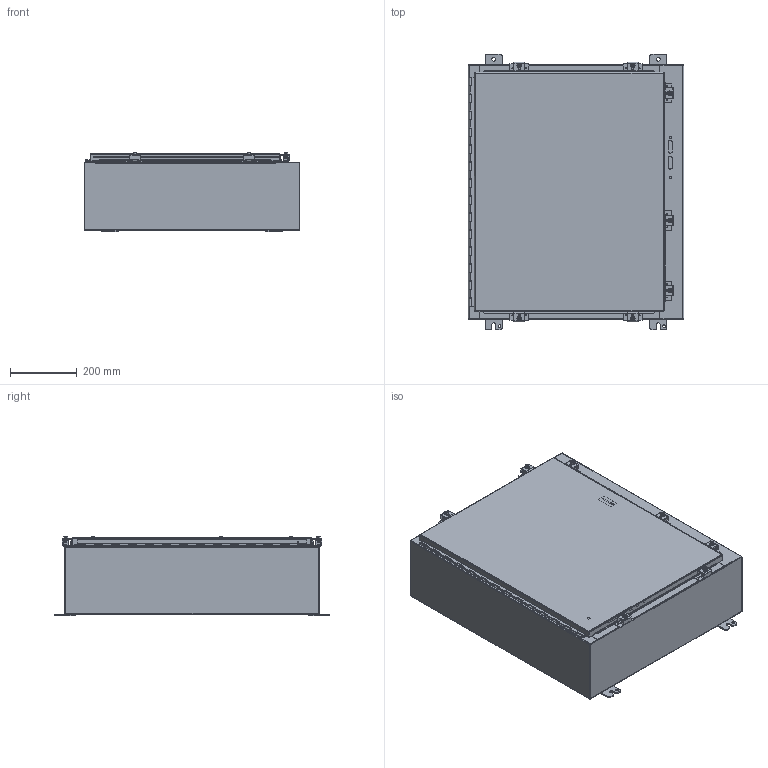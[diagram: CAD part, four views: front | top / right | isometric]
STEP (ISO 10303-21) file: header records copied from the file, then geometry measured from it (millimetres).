
FILE_DESCRIPTION(/* description */ ('SN4 TUB (30X25X8)'),/* implementation_level */ '2;1');
FILE_NAME(/* name */ 'SN4302508.stp',/* time_stamp */ '2016-11-29T13:19:21-06:00',/* author */ ('djett'),/* organization */ (''),/* preprocessor_version */ 'ST-DEVELOPER v16.1',/* originating_system */ 'Autodesk Inventor 2016',/* authorisation */ '');
FILE_SCHEMA (('AUTOMOTIVE_DESIGN { 1 0 10303 214 3 1 1 }'));
Length unit declared in the file: inch
Products named in the file (19): SN4302508BKP; 388116; 34840; 328106T; 328106L; 328106P-1; 328106; SN43025LID; 38846; HFW3092; 38811; 349129; 30817; 30824-1; 30824-2; 30824-3; 30824-4; 30824; SN4302508
Assembly tree (38 placements, depth 3):
  SN4302508
    SN4302508BKP
    388116  x4
    34840  x4
    328106
      328106T
      328106L
      328106P-1
    SN43025LID
    38846
    HFW3092
    38811  x2
    349129  x2
    30817  x7
    30824  x7
      30824-1
      30824-2
      30824-3
      30824-4
Bounding box: 644.65 x 825.5 x 236.85 mm (x, y, z)
Volume: 3336282 mm3; surface area: 3547438 mm2
Topology: 54 solids, 54 shells, 1732 faces, 4438 edges, 2898 vertices
Faces by surface type: plane 948, cylinder 560, bspline 99, torus 43, sphere 42, cone 40
Full cylindrical faces by diameter (mm): 2.794 x28, 2.921 x2, 3.048 x25, 3.962 x2, 4.826 x2, 5.359 x7, 6.35 x10, 7.137 x9, 7.95 x4, 8.382 x8, 8.56 x1, 8.89 x7, 11.125 x4, 12.7 x7, 13.208 x7, 15.875 x4
Entity records: 29148 total; most frequent: CARTESIAN_POINT 6738, DIRECTION 4471, ORIENTED_EDGE 4368, EDGE_CURVE 2184, LINE 1497, VECTOR 1497, AXIS2_PLACEMENT_3D 1487, VERTEX_POINT 1468
